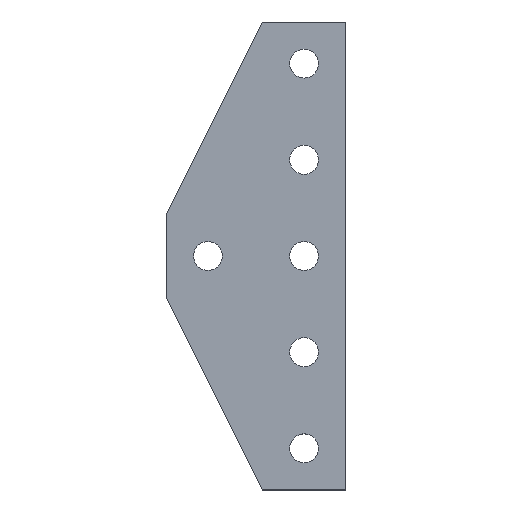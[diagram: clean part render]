
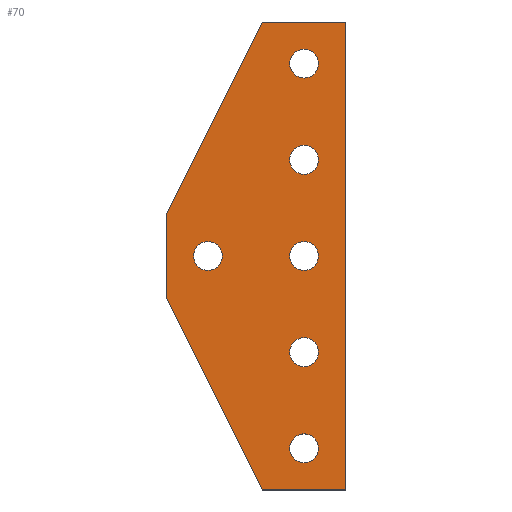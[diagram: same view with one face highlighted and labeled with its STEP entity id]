
A CAD part, top view. The second image highlights one B-rep face of the part: STEP entity #70.
In plain terms, the highlighted planar face has unit normal (0, 0, 1).
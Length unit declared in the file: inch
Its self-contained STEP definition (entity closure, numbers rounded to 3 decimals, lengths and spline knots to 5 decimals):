
#70=ADVANCED_FACE('',(#148,#149,#150,#151,#152,#153,#154),#155,.T.);
#148=FACE_BOUND('',#252,.T.);
#149=FACE_BOUND('',#253,.T.);
#150=FACE_BOUND('',#254,.T.);
#151=FACE_BOUND('',#255,.T.);
#152=FACE_BOUND('',#256,.T.);
#153=FACE_BOUND('',#257,.T.);
#154=FACE_OUTER_BOUND('',#258,.T.);
#155=PLANE('',#259);
#252=EDGE_LOOP('',(#370,#371));
#253=EDGE_LOOP('',(#372,#373));
#254=EDGE_LOOP('',(#374,#375));
#255=EDGE_LOOP('',(#376,#377));
#256=EDGE_LOOP('',(#378,#379));
#257=EDGE_LOOP('',(#380,#381));
#258=EDGE_LOOP('',(#382,#383,#384,#385,#386,#387));
#259=AXIS2_PLACEMENT_3D('',#388,#389,#390);
#370=ORIENTED_EDGE('',*,*,#562,.F.);
#371=ORIENTED_EDGE('',*,*,#563,.F.);
#372=ORIENTED_EDGE('',*,*,#564,.F.);
#373=ORIENTED_EDGE('',*,*,#565,.F.);
#374=ORIENTED_EDGE('',*,*,#566,.F.);
#375=ORIENTED_EDGE('',*,*,#567,.F.);
#376=ORIENTED_EDGE('',*,*,#568,.F.);
#377=ORIENTED_EDGE('',*,*,#545,.F.);
#378=ORIENTED_EDGE('',*,*,#569,.F.);
#379=ORIENTED_EDGE('',*,*,#570,.F.);
#380=ORIENTED_EDGE('',*,*,#548,.F.);
#381=ORIENTED_EDGE('',*,*,#571,.F.);
#382=ORIENTED_EDGE('',*,*,#572,.F.);
#383=ORIENTED_EDGE('',*,*,#552,.F.);
#384=ORIENTED_EDGE('',*,*,#573,.F.);
#385=ORIENTED_EDGE('',*,*,#574,.F.);
#386=ORIENTED_EDGE('',*,*,#557,.F.);
#387=ORIENTED_EDGE('',*,*,#575,.F.);
#388=CARTESIAN_POINT('',(-0.51942,0.,0.25));
#389=DIRECTION('',(0.0,0.0,1.0));
#390=DIRECTION('',(1.0,0.0,0.0));
#545=EDGE_CURVE('',#622,#618,#624,.T.);
#548=EDGE_CURVE('',#627,#629,#630,.T.);
#552=EDGE_CURVE('',#635,#636,#637,.T.);
#557=EDGE_CURVE('',#644,#645,#646,.T.);
#562=EDGE_CURVE('',#653,#654,#655,.T.);
#563=EDGE_CURVE('',#654,#653,#656,.T.);
#564=EDGE_CURVE('',#657,#658,#659,.T.);
#565=EDGE_CURVE('',#658,#657,#660,.T.);
#566=EDGE_CURVE('',#661,#662,#663,.T.);
#567=EDGE_CURVE('',#662,#661,#664,.T.);
#568=EDGE_CURVE('',#618,#622,#665,.T.);
#569=EDGE_CURVE('',#666,#667,#668,.T.);
#570=EDGE_CURVE('',#667,#666,#669,.T.);
#571=EDGE_CURVE('',#629,#627,#670,.T.);
#572=EDGE_CURVE('',#636,#671,#672,.T.);
#573=EDGE_CURVE('',#673,#635,#674,.T.);
#574=EDGE_CURVE('',#645,#673,#675,.T.);
#575=EDGE_CURVE('',#671,#644,#676,.T.);
#618=VERTEX_POINT('',#729);
#622=VERTEX_POINT('',#734);
#624=CIRCLE('',#737,0.28125);
#627=VERTEX_POINT('',#740);
#629=VERTEX_POINT('',#743);
#630=CIRCLE('',#744,0.28125);
#635=VERTEX_POINT('',#750);
#636=VERTEX_POINT('',#751);
#637=LINE('',#752,#753);
#644=VERTEX_POINT('',#763);
#645=VERTEX_POINT('',#764);
#646=LINE('',#765,#766);
#653=VERTEX_POINT('',#776);
#654=VERTEX_POINT('',#777);
#655=CIRCLE('',#778,0.28125);
#656=CIRCLE('',#779,0.28125);
#657=VERTEX_POINT('',#780);
#658=VERTEX_POINT('',#781);
#659=CIRCLE('',#782,0.28125);
#660=CIRCLE('',#783,0.28125);
#661=VERTEX_POINT('',#784);
#662=VERTEX_POINT('',#785);
#663=CIRCLE('',#786,0.28125);
#664=CIRCLE('',#787,0.28125);
#665=CIRCLE('',#788,0.28125);
#666=VERTEX_POINT('',#789);
#667=VERTEX_POINT('',#790);
#668=CIRCLE('',#791,0.28125);
#669=CIRCLE('',#792,0.28125);
#670=CIRCLE('',#793,0.28125);
#671=VERTEX_POINT('',#794);
#672=LINE('',#795,#796);
#673=VERTEX_POINT('',#797);
#674=LINE('',#798,#799);
#675=LINE('',#800,#801);
#676=LINE('',#802,#803);
#729=CARTESIAN_POINT('',(0.28125,1.875,0.25));
#734=CARTESIAN_POINT('',(-0.28125,1.875,0.25));
#737=AXIS2_PLACEMENT_3D('',#873,#874,#875);
#740=CARTESIAN_POINT('',(0.28125,-1.875,0.25));
#743=CARTESIAN_POINT('',(-0.28125,-1.875,0.25));
#744=AXIS2_PLACEMENT_3D('',#877,#878,#879);
#750=CARTESIAN_POINT('',(0.8125,4.5625,0.25));
#751=CARTESIAN_POINT('',(0.8125,-4.5625,0.25));
#752=CARTESIAN_POINT('',(0.8125,4.5625,0.25));
#753=VECTOR('',#884,1.0);
#763=CARTESIAN_POINT('',(-2.6875,-0.8125,0.25));
#764=CARTESIAN_POINT('',(-2.6875,0.8125,0.25));
#765=CARTESIAN_POINT('',(-2.6875,-0.8125,0.25));
#766=VECTOR('',#888,1.0);
#776=CARTESIAN_POINT('',(0.28125,-3.75,0.25));
#777=CARTESIAN_POINT('',(-0.28125,-3.75,0.25));
#778=AXIS2_PLACEMENT_3D('',#892,#893,#894);
#779=AXIS2_PLACEMENT_3D('',#895,#896,#897);
#780=CARTESIAN_POINT('',(-1.59375,0.0,0.25));
#781=CARTESIAN_POINT('',(-2.15625,0.,0.25));
#782=AXIS2_PLACEMENT_3D('',#898,#899,#900);
#783=AXIS2_PLACEMENT_3D('',#901,#902,#903);
#784=CARTESIAN_POINT('',(0.28125,3.75,0.25));
#785=CARTESIAN_POINT('',(-0.28125,3.75,0.25));
#786=AXIS2_PLACEMENT_3D('',#904,#905,#906);
#787=AXIS2_PLACEMENT_3D('',#907,#908,#909);
#788=AXIS2_PLACEMENT_3D('',#910,#911,#912);
#789=CARTESIAN_POINT('',(0.28125,0.0,0.25));
#790=CARTESIAN_POINT('',(-0.28125,0.,0.25));
#791=AXIS2_PLACEMENT_3D('',#913,#914,#915);
#792=AXIS2_PLACEMENT_3D('',#916,#917,#918);
#793=AXIS2_PLACEMENT_3D('',#919,#920,#921);
#794=CARTESIAN_POINT('',(-0.8125,-4.5625,0.25));
#795=CARTESIAN_POINT('',(0.8125,-4.5625,0.25));
#796=VECTOR('',#922,1.0);
#797=CARTESIAN_POINT('',(-0.8125,4.5625,0.25));
#798=CARTESIAN_POINT('',(-0.8125,4.5625,0.25));
#799=VECTOR('',#923,1.0);
#800=CARTESIAN_POINT('',(-2.6875,0.8125,0.25));
#801=VECTOR('',#924,1.0);
#802=CARTESIAN_POINT('',(-0.8125,-4.5625,0.25));
#803=VECTOR('',#925,1.0);
#873=CARTESIAN_POINT('',(0.,1.875,0.25));
#874=DIRECTION('',(0.0,0.0,1.0));
#875=DIRECTION('',(1.0,0.0,0.0));
#877=CARTESIAN_POINT('',(0.,-1.875,0.25));
#878=DIRECTION('',(0.0,0.0,1.0));
#879=DIRECTION('',(1.0,0.0,0.0));
#884=DIRECTION('',(0.,-1.0,0.0));
#888=DIRECTION('',(0.0,1.0,0.0));
#892=CARTESIAN_POINT('',(0.,-3.75,0.25));
#893=DIRECTION('',(0.0,0.0,1.0));
#894=DIRECTION('',(1.0,0.0,0.0));
#895=CARTESIAN_POINT('',(0.,-3.75,0.25));
#896=DIRECTION('',(0.0,0.0,1.0));
#897=DIRECTION('',(1.0,0.0,0.0));
#898=CARTESIAN_POINT('',(-1.875,0.0,0.25));
#899=DIRECTION('',(0.0,0.0,1.0));
#900=DIRECTION('',(1.0,0.0,0.0));
#901=CARTESIAN_POINT('',(-1.875,0.0,0.25));
#902=DIRECTION('',(0.0,0.0,1.0));
#903=DIRECTION('',(1.0,0.0,0.0));
#904=CARTESIAN_POINT('',(0.,3.75,0.25));
#905=DIRECTION('',(0.0,0.0,1.0));
#906=DIRECTION('',(1.0,0.0,0.0));
#907=CARTESIAN_POINT('',(0.,3.75,0.25));
#908=DIRECTION('',(0.0,0.0,1.0));
#909=DIRECTION('',(1.0,0.0,0.0));
#910=CARTESIAN_POINT('',(0.,1.875,0.25));
#911=DIRECTION('',(0.0,0.0,1.0));
#912=DIRECTION('',(1.0,0.0,0.0));
#913=CARTESIAN_POINT('',(0.0,0.0,0.25));
#914=DIRECTION('',(0.0,0.0,1.0));
#915=DIRECTION('',(1.0,0.0,0.0));
#916=CARTESIAN_POINT('',(0.0,0.0,0.25));
#917=DIRECTION('',(0.0,0.0,1.0));
#918=DIRECTION('',(1.0,0.0,0.0));
#919=CARTESIAN_POINT('',(0.,-1.875,0.25));
#920=DIRECTION('',(0.0,0.0,1.0));
#921=DIRECTION('',(1.0,0.0,0.0));
#922=DIRECTION('',(-1.0,0.0,0.0));
#923=DIRECTION('',(1.0,0.,0.0));
#924=DIRECTION('',(0.447,0.894,0.0));
#925=DIRECTION('',(-0.447,0.894,0.0));
